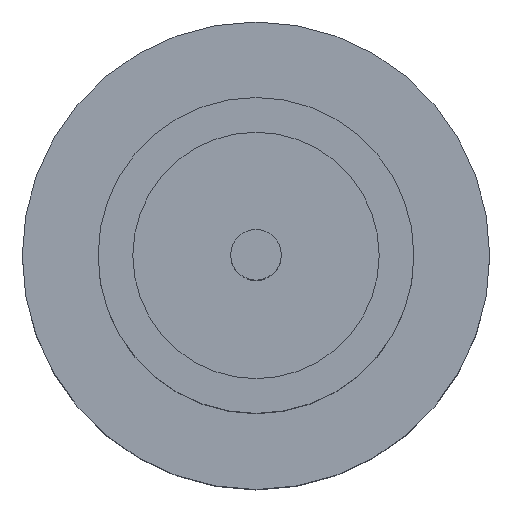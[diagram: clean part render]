
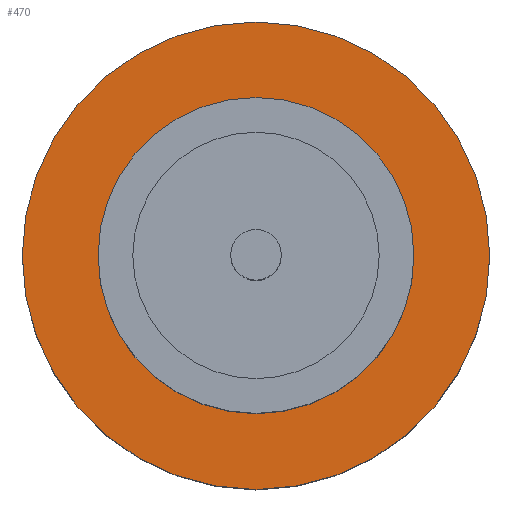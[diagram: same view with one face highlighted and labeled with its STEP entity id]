
A CAD part, top view. The second image highlights one B-rep face of the part: STEP entity #470.
In plain terms, the highlighted planar face has unit normal (0, 0, 1).
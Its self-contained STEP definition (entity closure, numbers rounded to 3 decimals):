
#12 = DIRECTION ( 'NONE',  ( 0., 0., 1. ) ) ;
#26 = CARTESIAN_POINT ( 'NONE',  ( 0., 0., 1.55 ) ) ;
#49 = ORIENTED_EDGE ( 'NONE', *, *, #275, .F. ) ;
#72 = FACE_OUTER_BOUND ( 'NONE', #401, .T. ) ;
#79 = CIRCLE ( 'NONE', #149, 1.25 ) ;
#88 = CARTESIAN_POINT ( 'NONE',  ( 0., 0., 1.55 ) ) ;
#99 = VERTEX_POINT ( 'NONE', #411 ) ;
#111 = CARTESIAN_POINT ( 'NONE',  ( -1.25, 0., 1.55 ) ) ;
#122 = CARTESIAN_POINT ( 'NONE',  ( 0., 0., 1.55 ) ) ;
#149 = AXIS2_PLACEMENT_3D ( 'NONE', #203, #505, #681 ) ;
#155 = CIRCLE ( 'NONE', #186, 1.85 ) ;
#172 = CARTESIAN_POINT ( 'NONE',  ( 1.85, 0., 1.55 ) ) ;
#185 = ORIENTED_EDGE ( 'NONE', *, *, #753, .T. ) ;
#186 = AXIS2_PLACEMENT_3D ( 'NONE', #122, #474, #665 ) ;
#192 = VERTEX_POINT ( 'NONE', #367 ) ;
#199 = PLANE ( 'NONE',  #761 ) ;
#203 = CARTESIAN_POINT ( 'NONE',  ( 0., 0., 1.55 ) ) ;
#212 = DIRECTION ( 'NONE',  ( 1., 0., 0. ) ) ;
#215 = DIRECTION ( 'NONE',  ( 0., 0., 1. ) ) ;
#236 = ORIENTED_EDGE ( 'NONE', *, *, #281, .F. ) ;
#248 = CIRCLE ( 'NONE', #659, 1.25 ) ;
#275 = EDGE_CURVE ( 'NONE', #830, #99, #79, .T. ) ;
#281 = EDGE_CURVE ( 'NONE', #99, #830, #248, .T. ) ;
#298 = AXIS2_PLACEMENT_3D ( 'NONE', #687, #12, #481 ) ;
#347 = DIRECTION ( 'NONE',  ( 0., 0., 1. ) ) ;
#367 = CARTESIAN_POINT ( 'NONE',  ( -1.85, 0., 1.55 ) ) ;
#401 = EDGE_LOOP ( 'NONE', ( #516, #185 ) ) ;
#411 = CARTESIAN_POINT ( 'NONE',  ( 1.25, 0., 1.55 ) ) ;
#470 = ADVANCED_FACE ( 'NONE', ( #790, #72 ), #199, .T. ) ;
#474 = DIRECTION ( 'NONE',  ( 0., 0., 1. ) ) ;
#481 = DIRECTION ( 'NONE',  ( 1., 0., 0. ) ) ;
#505 = DIRECTION ( 'NONE',  ( 0., 0., 1. ) ) ;
#514 = DIRECTION ( 'NONE',  ( 1., 0., 0. ) ) ;
#516 = ORIENTED_EDGE ( 'NONE', *, *, #756, .T. ) ;
#596 = EDGE_LOOP ( 'NONE', ( #236, #49 ) ) ;
#659 = AXIS2_PLACEMENT_3D ( 'NONE', #88, #215, #514 ) ;
#665 = DIRECTION ( 'NONE',  ( 1., 0., 0. ) ) ;
#681 = DIRECTION ( 'NONE',  ( 1., 0., 0. ) ) ;
#687 = CARTESIAN_POINT ( 'NONE',  ( 0., 0., 1.55 ) ) ;
#753 = EDGE_CURVE ( 'NONE', #811, #192, #155, .T. ) ;
#756 = EDGE_CURVE ( 'NONE', #192, #811, #792, .T. ) ;
#761 = AXIS2_PLACEMENT_3D ( 'NONE', #26, #347, #212 ) ;
#790 = FACE_BOUND ( 'NONE', #596, .T. ) ;
#792 = CIRCLE ( 'NONE', #298, 1.85 ) ;
#811 = VERTEX_POINT ( 'NONE', #172 ) ;
#830 = VERTEX_POINT ( 'NONE', #111 ) ;
